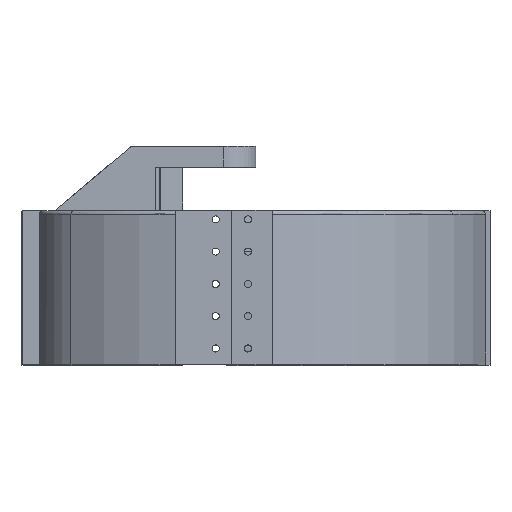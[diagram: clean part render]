
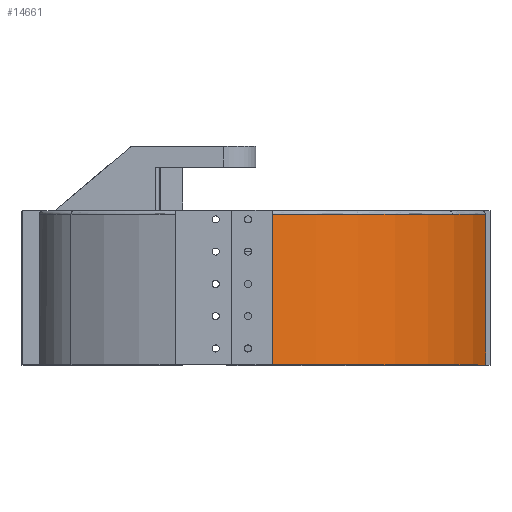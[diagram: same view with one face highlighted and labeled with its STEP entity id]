
A CAD part, top view. The second image highlights one B-rep face of the part: STEP entity #14661.
In plain terms, the highlighted cylindrical face has radius 209.55 mm (diameter 419.1 mm), a partial arc.
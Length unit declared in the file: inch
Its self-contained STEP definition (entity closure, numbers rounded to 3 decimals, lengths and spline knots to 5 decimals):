
#1084 = FACE_OUTER_BOUND ( 'NONE', #5280, .T. ) ;
#1911 = ORIENTED_EDGE ( 'NONE', *, *, #17941, .T. ) ;
#2585 = CARTESIAN_POINT ( 'NONE',  ( 0., 4.665, 0. ) ) ;
#2606 = CARTESIAN_POINT ( 'NONE',  ( 1.5, 4.775, 8.11249 ) ) ;
#3048 = CIRCLE ( 'NONE', #10567, 8.25 ) ;
#4228 = CYLINDRICAL_SURFACE ( 'NONE', #13713, 8.25 ) ;
#4473 = DIRECTION ( 'NONE',  ( 0., 0., 1. ) ) ;
#4598 = DIRECTION ( 'NONE',  ( 0., -1., 0. ) ) ;
#4801 = CARTESIAN_POINT ( 'NONE',  ( 0., 0., 0. ) ) ;
#5280 = EDGE_LOOP ( 'NONE', ( #1911, #7903, #7047, #21193 ) ) ;
#5701 = VERTEX_POINT ( 'NONE', #11750 ) ;
#5844 = AXIS2_PLACEMENT_3D ( 'NONE', #2585, #4598, #16440 ) ;
#5911 = CARTESIAN_POINT ( 'NONE',  ( 0., 4.775, 0. ) ) ;
#6750 = EDGE_CURVE ( 'NONE', #20471, #15810, #3048, .T. ) ;
#6855 = CARTESIAN_POINT ( 'NONE',  ( 8.11249, 4.775, 1.5 ) ) ;
#7047 = ORIENTED_EDGE ( 'NONE', *, *, #13101, .T. ) ;
#7903 = ORIENTED_EDGE ( 'NONE', *, *, #17457, .T. ) ;
#8720 = CIRCLE ( 'NONE', #5844, 8.25 ) ;
#8767 = DIRECTION ( 'NONE',  ( 0., 1., 0. ) ) ;
#10567 = AXIS2_PLACEMENT_3D ( 'NONE', #4801, #14833, #4473 ) ;
#11082 = DIRECTION ( 'NONE',  ( 0., -1., 0. ) ) ;
#11259 = LINE ( 'NONE', #2606, #17271 ) ;
#11750 = CARTESIAN_POINT ( 'NONE',  ( 8.11249, 4.665, 1.5 ) ) ;
#13101 = EDGE_CURVE ( 'NONE', #13584, #20471, #11259, .T. ) ;
#13584 = VERTEX_POINT ( 'NONE', #21409 ) ;
#13713 = AXIS2_PLACEMENT_3D ( 'NONE', #5911, #11082, #21719 ) ;
#14661 = ADVANCED_FACE ( 'NONE', ( #1084 ), #4228, .T. ) ;
#14833 = DIRECTION ( 'NONE',  ( 0., 1., 0. ) ) ;
#15810 = VERTEX_POINT ( 'NONE', #15896 ) ;
#15896 = CARTESIAN_POINT ( 'NONE',  ( 8.11249, 0., 1.5 ) ) ;
#16440 = DIRECTION ( 'NONE',  ( 0., 0., 1. ) ) ;
#17271 = VECTOR ( 'NONE', #21663, 39.37008 ) ;
#17457 = EDGE_CURVE ( 'NONE', #5701, #13584, #8720, .T. ) ;
#17941 = EDGE_CURVE ( 'NONE', #15810, #5701, #19257, .T. ) ;
#19257 = LINE ( 'NONE', #6855, #21381 ) ;
#20194 = CARTESIAN_POINT ( 'NONE',  ( 1.5, 0., 8.11249 ) ) ;
#20471 = VERTEX_POINT ( 'NONE', #20194 ) ;
#21193 = ORIENTED_EDGE ( 'NONE', *, *, #6750, .T. ) ;
#21381 = VECTOR ( 'NONE', #8767, 39.37008 ) ;
#21409 = CARTESIAN_POINT ( 'NONE',  ( 1.5, 4.665, 8.11249 ) ) ;
#21663 = DIRECTION ( 'NONE',  ( 0., -1., 0. ) ) ;
#21719 = DIRECTION ( 'NONE',  ( 0., 0., -1. ) ) ;
